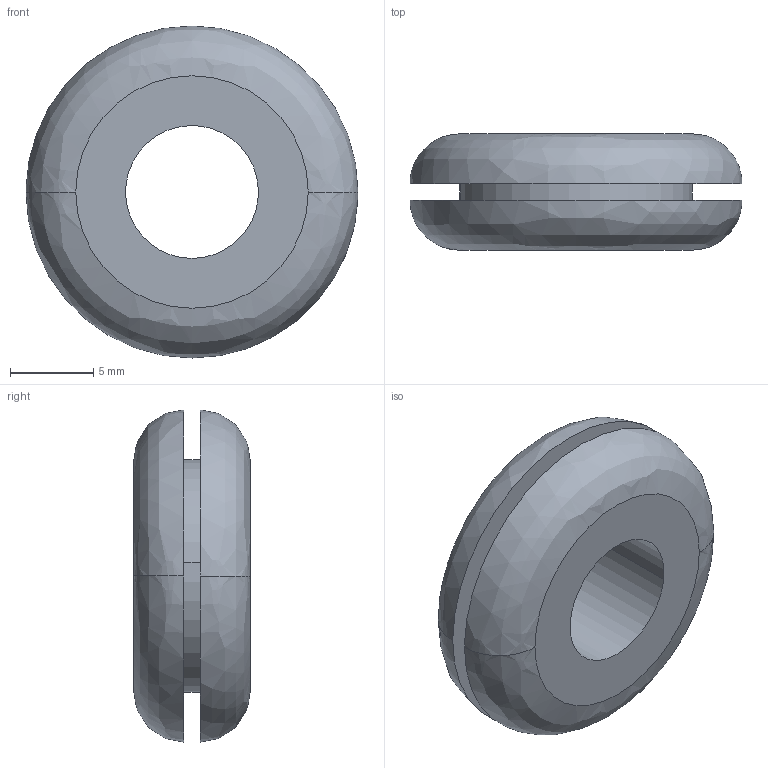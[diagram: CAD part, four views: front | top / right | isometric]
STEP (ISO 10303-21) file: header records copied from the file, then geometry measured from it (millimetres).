
FILE_DESCRIPTION( (''), '2;1');
FILE_NAME ('PC50.12492.TM_B_8_1_CRUL_3430.stp','2019-12-19T13:37:30',(''),(''),'spGate 15.6.1','','');
FILE_SCHEMA (('AUTOMOTIVE_DESIGN'));
Length unit declared in the file: millimetre
Bounding box: 20 x 7 x 20 mm (x, y, z)
Volume: 1461.6 mm3; surface area: 1276.1 mm2
Topology: 1 solids, 1 shells, 12 faces, 38 edges, 30 vertices
Faces by surface type: plane 4, cylinder 4, bspline 4
Entity records: 843 total; most frequent: CARTESIAN_POINT 192, DIRECTION 76, ORIENTED_EDGE 76, COLOUR_RGB 51, PRESENTATION_STYLE_ASSIGNMENT 51, STYLED_ITEM 51, AXIS2_PLACEMENT_3D 38, EDGE_CURVE 38
